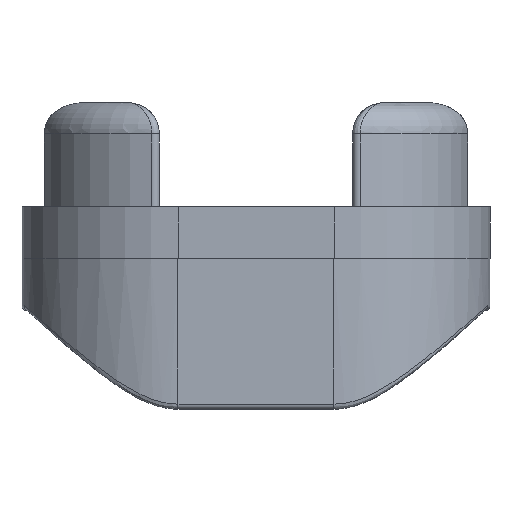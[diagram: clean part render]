
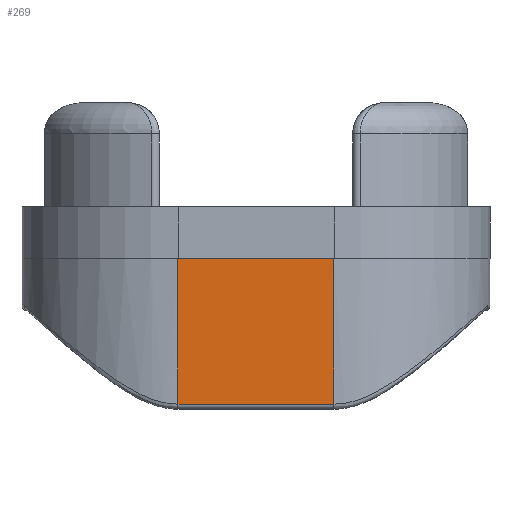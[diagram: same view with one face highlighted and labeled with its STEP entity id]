
A CAD part, front view. The second image highlights one B-rep face of the part: STEP entity #269.
In plain terms, the highlighted planar face has unit normal (0, -1, 0).
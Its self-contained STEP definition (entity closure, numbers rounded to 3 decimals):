
#269 = ADVANCED_FACE ( 'NONE', ( #7757 ), #7758, .F. ) ;
#503 = VERTEX_POINT ( 'NONE', #9825 ) ;
#573 = VERTEX_POINT ( 'NONE', #9893 ) ;
#717 = VERTEX_POINT ( 'NONE', #10037 ) ;
#903 = VERTEX_POINT ( 'NONE', #10223 ) ;
#1895 = AXIS2_PLACEMENT_3D ( 'NONE', #7750, #7761, #7762 ) ;
#4656 = ORIENTED_EDGE ( 'NONE', *, *, #5063, .T. ) ;
#4657 = ORIENTED_EDGE ( 'NONE', *, *, #5553, .T. ) ;
#4658 = ORIENTED_EDGE ( 'NONE', *, *, #5043, .F. ) ;
#4659 = ORIENTED_EDGE ( 'NONE', *, *, #5065, .F. ) ;
#5043 = EDGE_CURVE ( 'NONE', #717, #503, #16451, .T. ) ;
#5063 = EDGE_CURVE ( 'NONE', #573, #903, #16597, .T. ) ;
#5065 = EDGE_CURVE ( 'NONE', #573, #717, #16598, .T. ) ;
#5553 = EDGE_CURVE ( 'NONE', #903, #503, #18730, .T. ) ;
#6923 = EDGE_LOOP ( 'NONE', ( #4656, #4657, #4658, #4659 ) ) ;
#7750 = CARTESIAN_POINT ( 'NONE',  ( -915.756, 1950.144, 20. ) ) ;
#7757 = FACE_OUTER_BOUND ( 'NONE', #6923, .T. ) ;
#7758 = PLANE ( 'NONE',  #1895 ) ;
#7761 = DIRECTION ( 'NONE',  ( 0., 1., 0. ) ) ;
#7762 = DIRECTION ( 'NONE',  ( -1., 0., 0. ) ) ;
#9825 = CARTESIAN_POINT ( 'NONE',  ( -900.756, 1950.144, 6.02 ) ) ;
#9893 = CARTESIAN_POINT ( 'NONE',  ( -915.756, 1950.144, 20. ) ) ;
#10037 = CARTESIAN_POINT ( 'NONE',  ( -900.756, 1950.144, 20. ) ) ;
#10223 = CARTESIAN_POINT ( 'NONE',  ( -915.756, 1950.144, 6.02 ) ) ;
#14902 = VECTOR ( 'NONE', #16455, 1000. ) ;
#14927 = VECTOR ( 'NONE', #16600, 1000. ) ;
#14928 = VECTOR ( 'NONE', #16604, 1000. ) ;
#15460 = VECTOR ( 'NONE', #18741, 1000. ) ;
#16447 = CARTESIAN_POINT ( 'NONE',  ( -900.756, 1950.144, 20. ) ) ;
#16451 = LINE ( 'NONE', #16447, #14902 ) ;
#16455 = DIRECTION ( 'NONE',  ( 0., 0., -1. ) ) ;
#16551 = CARTESIAN_POINT ( 'NONE',  ( -915.756, 1950.144, 20. ) ) ;
#16597 = LINE ( 'NONE', #16599, #14927 ) ;
#16598 = LINE ( 'NONE', #16551, #14928 ) ;
#16599 = CARTESIAN_POINT ( 'NONE',  ( -915.756, 1950.144, 20. ) ) ;
#16600 = DIRECTION ( 'NONE',  ( 0., 0., -1. ) ) ;
#16604 = DIRECTION ( 'NONE',  ( 1., 0., 0. ) ) ;
#18729 = CARTESIAN_POINT ( 'NONE',  ( -900.756, 1950.144, 6.02 ) ) ;
#18730 = LINE ( 'NONE', #18729, #15460 ) ;
#18741 = DIRECTION ( 'NONE',  ( 1., 0., 0. ) ) ;
